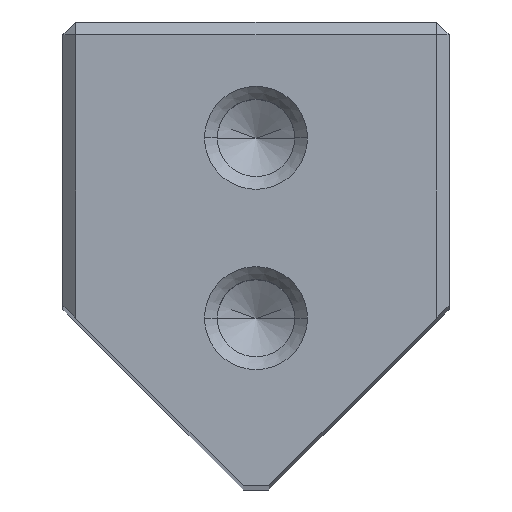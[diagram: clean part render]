
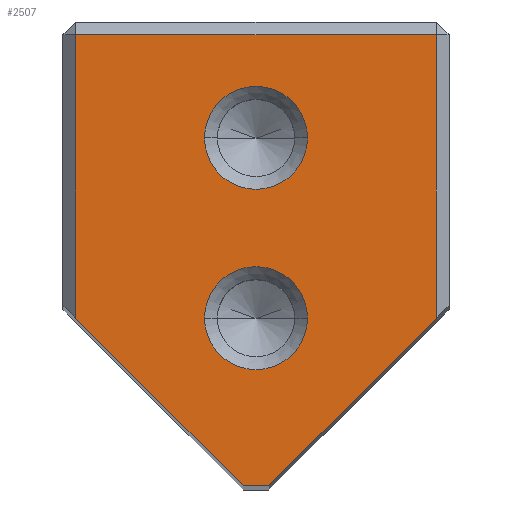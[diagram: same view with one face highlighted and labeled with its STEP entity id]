
A CAD part, top view. The second image highlights one B-rep face of the part: STEP entity #2507.
In plain terms, the highlighted planar face has unit normal (0, 0, 1).
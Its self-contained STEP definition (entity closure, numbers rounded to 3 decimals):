
#2507=ADVANCED_FACE('',(#3323,#3324,#3325),#2836,.T.);
#2836=PLANE('',#8492);
#3063=CIRCLE('',#8437,2.);
#3065=CIRCLE('',#8440,2.);
#3094=CIRCLE('',#8490,2.);
#3095=CIRCLE('',#8491,2.);
#3323=FACE_BOUND('',#3403,.T.);
#3324=FACE_BOUND('',#3404,.T.);
#3325=FACE_BOUND('',#3405,.T.);
#3403=EDGE_LOOP('',(#4115,#4116));
#3404=EDGE_LOOP('',(#4117,#4118));
#3405=EDGE_LOOP('',(#4119,#4120,#4121,#4122,#4123,#4124));
#4115=ORIENTED_EDGE('',*,*,#6423,.T.);
#4116=ORIENTED_EDGE('',*,*,#6502,.T.);
#4117=ORIENTED_EDGE('',*,*,#6419,.T.);
#4118=ORIENTED_EDGE('',*,*,#6503,.T.);
#4119=ORIENTED_EDGE('',*,*,#6485,.T.);
#4120=ORIENTED_EDGE('',*,*,#6504,.T.);
#4121=ORIENTED_EDGE('',*,*,#6505,.T.);
#4122=ORIENTED_EDGE('',*,*,#6506,.T.);
#4123=ORIENTED_EDGE('',*,*,#6491,.T.);
#4124=ORIENTED_EDGE('',*,*,#6487,.T.);
#5815=VERTEX_POINT('',#10806);
#5816=VERTEX_POINT('',#10808);
#5819=VERTEX_POINT('',#10815);
#5820=VERTEX_POINT('',#10817);
#5861=VERTEX_POINT('',#10941);
#5862=VERTEX_POINT('',#10943);
#5863=VERTEX_POINT('',#10947);
#5866=VERTEX_POINT('',#10955);
#5873=VERTEX_POINT('',#10978);
#5874=VERTEX_POINT('',#10980);
#6419=EDGE_CURVE('',#5816,#5815,#3063,.T.);
#6423=EDGE_CURVE('',#5820,#5819,#3065,.T.);
#6485=EDGE_CURVE('',#5862,#5861,#7277,.T.);
#6487=EDGE_CURVE('',#5863,#5862,#7279,.T.);
#6491=EDGE_CURVE('',#5866,#5863,#7283,.T.);
#6502=EDGE_CURVE('',#5819,#5820,#3094,.T.);
#6503=EDGE_CURVE('',#5815,#5816,#3095,.T.);
#6504=EDGE_CURVE('',#5861,#5873,#7292,.T.);
#6505=EDGE_CURVE('',#5873,#5874,#7293,.T.);
#6506=EDGE_CURVE('',#5874,#5866,#7294,.T.);
#7277=LINE('',#10942,#7949);
#7279=LINE('',#10946,#7951);
#7283=LINE('',#10954,#7955);
#7292=LINE('',#10977,#7964);
#7293=LINE('',#10979,#7965);
#7294=LINE('',#10981,#7966);
#7949=VECTOR('',#9075,1.);
#7951=VECTOR('',#9079,1.);
#7955=VECTOR('',#9085,1.);
#7964=VECTOR('',#9108,1.);
#7965=VECTOR('',#9109,1.);
#7966=VECTOR('',#9110,1.);
#8437=AXIS2_PLACEMENT_3D('',#10807,#8948,#8949);
#8440=AXIS2_PLACEMENT_3D('',#10816,#8956,#8957);
#8490=AXIS2_PLACEMENT_3D('',#10975,#9104,#9105);
#8491=AXIS2_PLACEMENT_3D('',#10976,#9106,#9107);
#8492=AXIS2_PLACEMENT_3D('',#10982,#9111,#9112);
#8948=DIRECTION('',(0.,0.,-1.));
#8949=DIRECTION('',(1.,0.,0.));
#8956=DIRECTION('',(0.,0.,-1.));
#8957=DIRECTION('',(1.,0.,0.));
#9075=DIRECTION('',(0.707,0.707,0.));
#9079=DIRECTION('',(1.,0.,0.));
#9085=DIRECTION('',(0.707,-0.707,0.));
#9104=DIRECTION('',(0.,0.,-1.));
#9105=DIRECTION('',(1.,0.,0.));
#9106=DIRECTION('',(0.,0.,-1.));
#9107=DIRECTION('',(1.,0.,0.));
#9108=DIRECTION('',(0.,1.,0.));
#9109=DIRECTION('',(-1.,0.,0.));
#9110=DIRECTION('',(0.,-1.,0.));
#9111=DIRECTION('',(0.,0.,1.));
#9112=DIRECTION('',(1.,0.,0.));
#10806=CARTESIAN_POINT('',(-2.,26.5,0.));
#10807=CARTESIAN_POINT('',(0.,26.5,0.));
#10808=CARTESIAN_POINT('',(2.,26.5,0.));
#10815=CARTESIAN_POINT('',(-2.,19.5,0.));
#10816=CARTESIAN_POINT('',(0.,19.5,0.));
#10817=CARTESIAN_POINT('',(2.,19.5,0.));
#10941=CARTESIAN_POINT('',(7.,19.5,0.));
#10942=CARTESIAN_POINT('',(0.5,13.,0.));
#10943=CARTESIAN_POINT('',(0.5,13.,0.));
#10946=CARTESIAN_POINT('',(-0.5,13.,0.));
#10947=CARTESIAN_POINT('',(-0.5,13.,0.));
#10954=CARTESIAN_POINT('',(-0.5,13.,0.));
#10955=CARTESIAN_POINT('',(-7.,19.5,0.));
#10975=CARTESIAN_POINT('',(0.,19.5,0.));
#10976=CARTESIAN_POINT('',(0.,26.5,0.));
#10977=CARTESIAN_POINT('',(7.,12.5,0.));
#10978=CARTESIAN_POINT('',(7.,30.5,0.));
#10979=CARTESIAN_POINT('',(0.,30.5,0.));
#10980=CARTESIAN_POINT('',(-7.,30.5,0.));
#10981=CARTESIAN_POINT('',(-7.,12.5,0.));
#10982=CARTESIAN_POINT('',(0.,12.5,0.));
